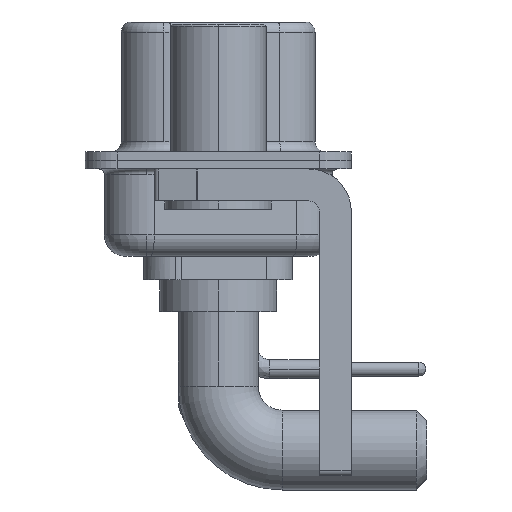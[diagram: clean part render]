
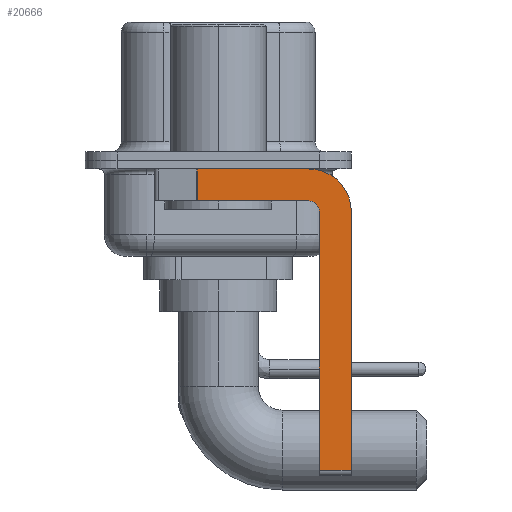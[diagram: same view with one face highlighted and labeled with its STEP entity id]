
A CAD part, left-side view. The second image highlights one B-rep face of the part: STEP entity #20666.
In plain terms, the highlighted planar face has unit normal (-1, 0, 0).
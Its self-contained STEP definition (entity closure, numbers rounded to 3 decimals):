
#144 = LINE ( 'NONE', #8193, #23547 ) ;
#286 = CARTESIAN_POINT ( 'NONE',  ( -2.9, 0.978, -1.9 ) ) ;
#691 = CARTESIAN_POINT ( 'NONE',  ( -2.9, 0.978, -1.9 ) ) ;
#1089 = CARTESIAN_POINT ( 'NONE',  ( -2.9, -4.25, -1.9 ) ) ;
#1144 = VERTEX_POINT ( 'NONE', #1619 ) ;
#1366 = AXIS2_PLACEMENT_3D ( 'NONE', #1533, #3502, #8021 ) ;
#1400 = VECTOR ( 'NONE', #3970, 1000. ) ;
#1440 = ORIENTED_EDGE ( 'NONE', *, *, #2908, .T. ) ;
#1533 = CARTESIAN_POINT ( 'NONE',  ( -2.9, -4.25, -2.4 ) ) ;
#1619 = CARTESIAN_POINT ( 'NONE',  ( -2.9, -4.75, -2.4 ) ) ;
#1730 = CIRCLE ( 'NONE', #16509, 0.5 ) ;
#2124 = CARTESIAN_POINT ( 'NONE',  ( -2.9, -4.75, -14.8 ) ) ;
#2908 = EDGE_CURVE ( 'NONE', #5791, #4656, #144, .T. ) ;
#3502 = DIRECTION ( 'NONE',  ( 1., 0., 0. ) ) ;
#3750 = CARTESIAN_POINT ( 'NONE',  ( -2.9, -4.25, -1.9 ) ) ;
#3839 = CIRCLE ( 'NONE', #10616, 2. ) ;
#3970 = DIRECTION ( 'NONE',  ( 0., 0., 1. ) ) ;
#4105 = VERTEX_POINT ( 'NONE', #10781 ) ;
#4111 = CARTESIAN_POINT ( 'NONE',  ( -2.9, 3., -0.4 ) ) ;
#4618 = ORIENTED_EDGE ( 'NONE', *, *, #21712, .F. ) ;
#4656 = VERTEX_POINT ( 'NONE', #9245 ) ;
#4687 = CARTESIAN_POINT ( 'NONE',  ( -2.9, 0.978, -0.4 ) ) ;
#5423 = ORIENTED_EDGE ( 'NONE', *, *, #6623, .F. ) ;
#5759 = VERTEX_POINT ( 'NONE', #6745 ) ;
#5791 = VERTEX_POINT ( 'NONE', #6870 ) ;
#6098 = ORIENTED_EDGE ( 'NONE', *, *, #17518, .F. ) ;
#6623 = EDGE_CURVE ( 'NONE', #9508, #5759, #16167, .T. ) ;
#6745 = CARTESIAN_POINT ( 'NONE',  ( -2.9, -4.25, -0.4 ) ) ;
#6870 = CARTESIAN_POINT ( 'NONE',  ( -2.9, -4.75, -14.55 ) ) ;
#7143 = EDGE_LOOP ( 'NONE', ( #5423, #17775, #20477, #6098, #4618, #1440, #17572, #13436 ) ) ;
#7251 = CARTESIAN_POINT ( 'NONE',  ( -2.9, -6.25, -2.4 ) ) ;
#7381 = DIRECTION ( 'NONE',  ( -1., 0., 0. ) ) ;
#7602 = LINE ( 'NONE', #3750, #7727 ) ;
#7727 = VECTOR ( 'NONE', #11709, 1000. ) ;
#7948 = CARTESIAN_POINT ( 'NONE',  ( -2.9, -4.25, -2.4 ) ) ;
#8021 = DIRECTION ( 'NONE',  ( 0., 0., -1. ) ) ;
#8145 = PLANE ( 'NONE',  #1366 ) ;
#8187 = VERTEX_POINT ( 'NONE', #691 ) ;
#8193 = CARTESIAN_POINT ( 'NONE',  ( -2.9, -4.25, -14.55 ) ) ;
#9037 = VECTOR ( 'NONE', #20241, 1000. ) ;
#9245 = CARTESIAN_POINT ( 'NONE',  ( -2.9, -6.25, -14.55 ) ) ;
#9508 = VERTEX_POINT ( 'NONE', #4687 ) ;
#9656 = DIRECTION ( 'NONE',  ( 0., -1., 0. ) ) ;
#10364 = EDGE_CURVE ( 'NONE', #22633, #8187, #7602, .T. ) ;
#10616 = AXIS2_PLACEMENT_3D ( 'NONE', #7948, #16014, #23902 ) ;
#10781 = CARTESIAN_POINT ( 'NONE',  ( -2.9, -6.25, -2.4 ) ) ;
#10981 = DIRECTION ( 'NONE',  ( 0., 0., -1. ) ) ;
#11709 = DIRECTION ( 'NONE',  ( 0., 1., 0. ) ) ;
#12582 = LINE ( 'NONE', #2124, #1400 ) ;
#12843 = EDGE_CURVE ( 'NONE', #4105, #4656, #25346, .T. ) ;
#13436 = ORIENTED_EDGE ( 'NONE', *, *, #18032, .F. ) ;
#13790 = VECTOR ( 'NONE', #10981, 1000. ) ;
#13984 = FACE_OUTER_BOUND ( 'NONE', #7143, .T. ) ;
#16014 = DIRECTION ( 'NONE',  ( 1., 0., 0. ) ) ;
#16167 = LINE ( 'NONE', #4111, #9037 ) ;
#16509 = AXIS2_PLACEMENT_3D ( 'NONE', #19393, #7381, #25472 ) ;
#16908 = VECTOR ( 'NONE', #17862, 1000. ) ;
#17063 = EDGE_CURVE ( 'NONE', #9508, #8187, #18383, .T. ) ;
#17518 = EDGE_CURVE ( 'NONE', #1144, #22633, #1730, .T. ) ;
#17572 = ORIENTED_EDGE ( 'NONE', *, *, #12843, .F. ) ;
#17775 = ORIENTED_EDGE ( 'NONE', *, *, #17063, .T. ) ;
#17862 = DIRECTION ( 'NONE',  ( 0., 0., -1. ) ) ;
#18032 = EDGE_CURVE ( 'NONE', #5759, #4105, #3839, .T. ) ;
#18383 = LINE ( 'NONE', #286, #16908 ) ;
#19393 = CARTESIAN_POINT ( 'NONE',  ( -2.9, -4.25, -2.4 ) ) ;
#20241 = DIRECTION ( 'NONE',  ( 0., -1., 0. ) ) ;
#20477 = ORIENTED_EDGE ( 'NONE', *, *, #10364, .F. ) ;
#20666 = ADVANCED_FACE ( 'NONE', ( #13984 ), #8145, .F. ) ;
#21712 = EDGE_CURVE ( 'NONE', #5791, #1144, #12582, .T. ) ;
#22633 = VERTEX_POINT ( 'NONE', #1089 ) ;
#23547 = VECTOR ( 'NONE', #9656, 1000. ) ;
#23902 = DIRECTION ( 'NONE',  ( 0., 0., -1. ) ) ;
#25346 = LINE ( 'NONE', #7251, #13790 ) ;
#25472 = DIRECTION ( 'NONE',  ( 0., 0., 1. ) ) ;
